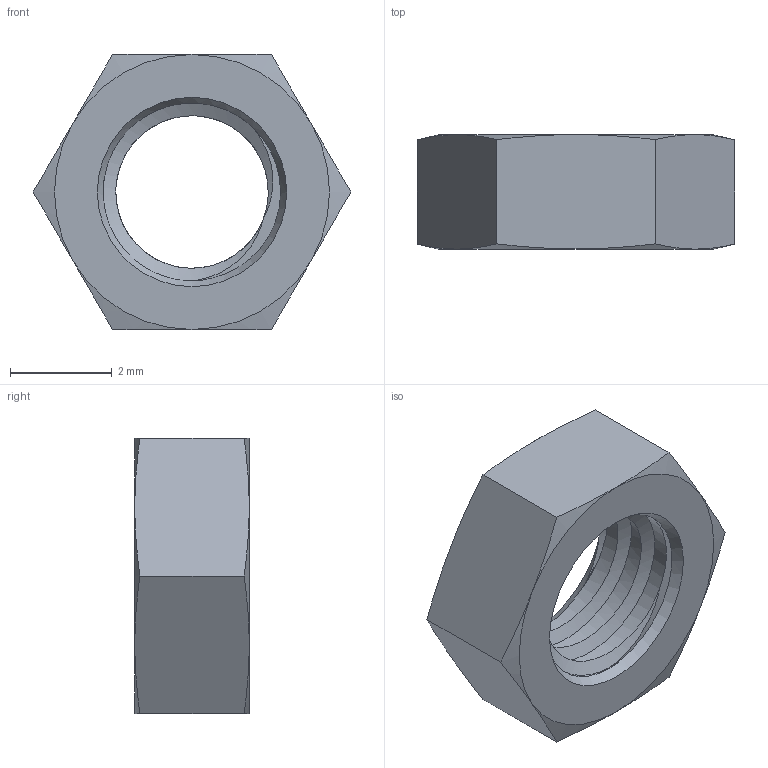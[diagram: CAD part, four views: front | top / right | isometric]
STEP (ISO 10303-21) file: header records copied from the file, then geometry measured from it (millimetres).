
FILE_DESCRIPTION (( 'STEP AP214' ), '1' );
FILE_NAME ('4688.STEP', '2020-08-18T19:48:01', ( '' ), ( '' ), 'SwSTEP 2.0', 'SolidWorks 2013', '' );
FILE_SCHEMA (( 'AUTOMOTIVE_DESIGN' ));
Length unit declared in the file: millimetre
Products named in the file (1): 4688
Bounding box: 6.25 x 2.25 x 5.41 mm (x, y, z)
Volume: 36 mm3; surface area: 105.1 mm2
Topology: 1 solids, 1 shells, 27 faces, 63 edges, 38 vertices
Faces by surface type: cone 14, plane 10, bspline 2, cylinder 1
Entity records: 1084 total; most frequent: CARTESIAN_POINT 519, ORIENTED_EDGE 118, DIRECTION 94, EDGE_CURVE 59, AXIS2_PLACEMENT_3D 44, VERTEX_POINT 36, B_SPLINE_CURVE_WITH_KNOTS 32, EDGE_LOOP 31
